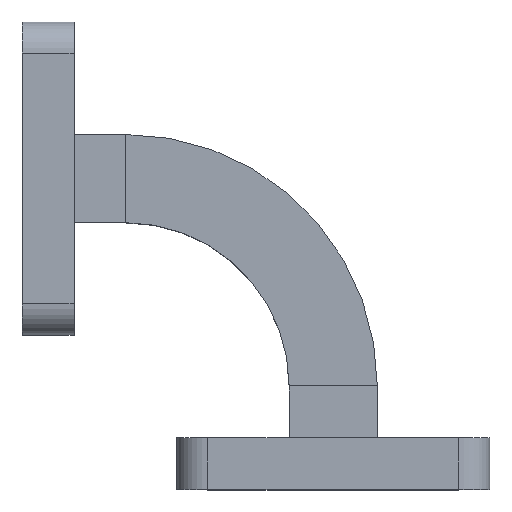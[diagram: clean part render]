
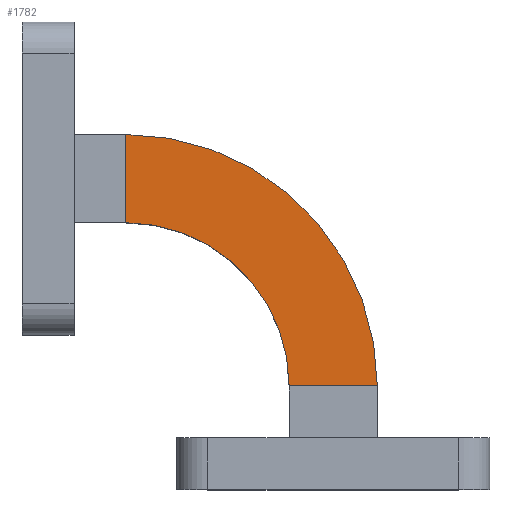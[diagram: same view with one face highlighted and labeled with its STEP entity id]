
A CAD part, top view. The second image highlights one B-rep face of the part: STEP entity #1782.
In plain terms, the highlighted planar face has unit normal (0, 0, 1).
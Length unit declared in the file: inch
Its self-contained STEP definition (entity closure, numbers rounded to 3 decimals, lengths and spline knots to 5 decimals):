
#32 = ORIENTED_EDGE ( 'NONE', *, *, #1128, .T. ) ;
#82 = VECTOR ( 'NONE', #1829, 39.37008 ) ;
#102 = LINE ( 'NONE', #450, #372 ) ;
#176 = DIRECTION ( 'NONE',  ( 0., 1., 0. ) ) ;
#184 = VERTEX_POINT ( 'NONE', #267 ) ;
#212 = FACE_OUTER_BOUND ( 'NONE', #1335, .T. ) ;
#224 = CARTESIAN_POINT ( 'NONE',  ( 0.3937, -0.7874, 0.295 ) ) ;
#267 = CARTESIAN_POINT ( 'NONE',  ( 0.3937, 0.1675, 0.295 ) ) ;
#279 = CIRCLE ( 'NONE', #1600, 0.6199 ) ;
#332 = DIRECTION ( 'NONE',  ( 0., 0., -1. ) ) ;
#370 = CARTESIAN_POINT ( 'NONE',  ( 0.3937, -0.1675, 0.295 ) ) ;
#372 = VECTOR ( 'NONE', #2025, 39.37008 ) ;
#382 = DIRECTION ( 'NONE',  ( 0., 1., 0. ) ) ;
#383 = DIRECTION ( 'NONE',  ( 1., 0., 0. ) ) ;
#450 = CARTESIAN_POINT ( 'NONE',  ( 0.3937, -0.1675, 0.295 ) ) ;
#653 = CARTESIAN_POINT ( 'NONE',  ( 1.3486, -0.7874, 0.295 ) ) ;
#728 = LINE ( 'NONE', #882, #82 ) ;
#812 = EDGE_CURVE ( 'NONE', #1879, #1919, #728, .T. ) ;
#875 = ORIENTED_EDGE ( 'NONE', *, *, #1984, .T. ) ;
#882 = CARTESIAN_POINT ( 'NONE',  ( 1.0136, -0.7874, 0.295 ) ) ;
#1004 = CARTESIAN_POINT ( 'NONE',  ( 0.3937, -0.1675, 0.295 ) ) ;
#1128 = EDGE_CURVE ( 'NONE', #184, #1751, #102, .T. ) ;
#1159 = CARTESIAN_POINT ( 'NONE',  ( 0.3937, -0.7874, 0.295 ) ) ;
#1287 = ORIENTED_EDGE ( 'NONE', *, *, #1951, .F. ) ;
#1335 = EDGE_LOOP ( 'NONE', ( #875, #1359, #1287, #32 ) ) ;
#1359 = ORIENTED_EDGE ( 'NONE', *, *, #812, .F. ) ;
#1477 = DIRECTION ( 'NONE',  ( 0., 0., 1. ) ) ;
#1508 = CIRCLE ( 'NONE', #1729, 0.9549 ) ;
#1537 = AXIS2_PLACEMENT_3D ( 'NONE', #1004, #1477, #383 ) ;
#1597 = CARTESIAN_POINT ( 'NONE',  ( 1.0136, -0.7874, 0.295 ) ) ;
#1600 = AXIS2_PLACEMENT_3D ( 'NONE', #1159, #1799, #382 ) ;
#1634 = PLANE ( 'NONE',  #1537 ) ;
#1729 = AXIS2_PLACEMENT_3D ( 'NONE', #224, #332, #176 ) ;
#1751 = VERTEX_POINT ( 'NONE', #370 ) ;
#1782 = ADVANCED_FACE ( 'NONE', ( #212 ), #1634, .T. ) ;
#1799 = DIRECTION ( 'NONE',  ( 0., 0., -1. ) ) ;
#1829 = DIRECTION ( 'NONE',  ( -1., 0., 0. ) ) ;
#1879 = VERTEX_POINT ( 'NONE', #653 ) ;
#1919 = VERTEX_POINT ( 'NONE', #1597 ) ;
#1951 = EDGE_CURVE ( 'NONE', #184, #1879, #1508, .T. ) ;
#1984 = EDGE_CURVE ( 'NONE', #1751, #1919, #279, .T. ) ;
#2025 = DIRECTION ( 'NONE',  ( 0., -1., 0. ) ) ;
